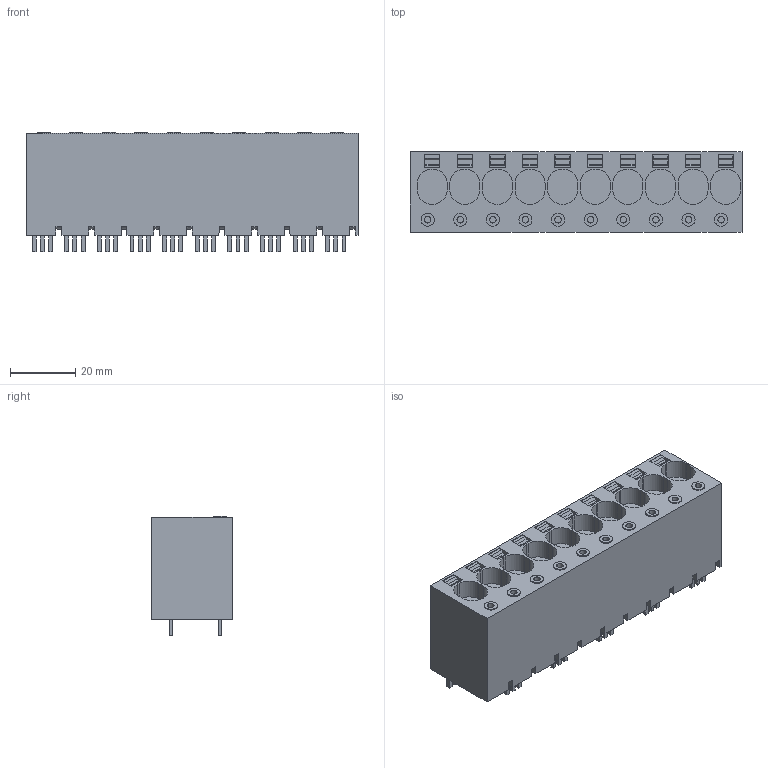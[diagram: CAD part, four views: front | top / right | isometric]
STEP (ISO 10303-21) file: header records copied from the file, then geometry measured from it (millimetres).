
FILE_DESCRIPTION(('CATIA V5 STEP Exchange','CAx-IF Rec.Pracs.--- Model Styling and Organization---1.2---2011-12-15'),'2;1');
FILE_NAME ('D1462851_0_2492190000_2492190000.stp','2018-03-29T09:27:03+00:00',('none'),('Weidmueller'),'CATIA Version 5-6 Release 2014','CATIA V5 STEP AP214','none');
FILE_SCHEMA(('AUTOMOTIVE_DESIGN { 1 0 10303 214 1 1 1 1 }'));
Length unit declared in the file: millimetre
Products named in the file (1): 2492190000
Bounding box: 101.8 x 24.7 x 36.6 mm (x, y, z)
Volume: 67821.6 mm3; surface area: 23222.7 mm2
Topology: 21 solids, 21 shells, 886 faces, 2400 edges, 1606 vertices
Faces by surface type: plane 716, cylinder 100, extrusion 70
Entity records: 27884 total; most frequent: CARTESIAN_POINT 6255, ORIENTED_EDGE 4800, DIRECTION 3348, EDGE_CURVE 2400, VECTOR 2130, LINE 2060, VERTEX_POINT 1606, EDGE_LOOP 936
